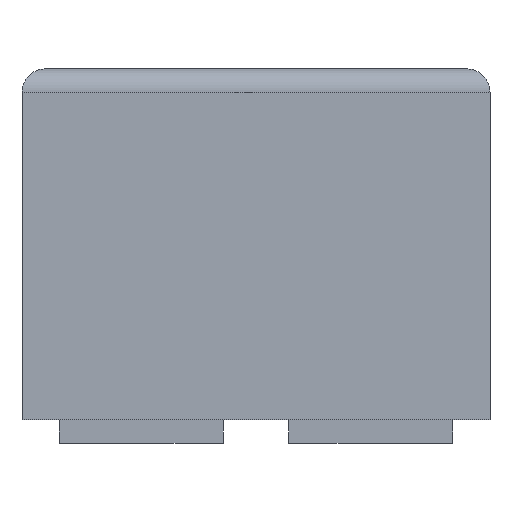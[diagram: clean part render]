
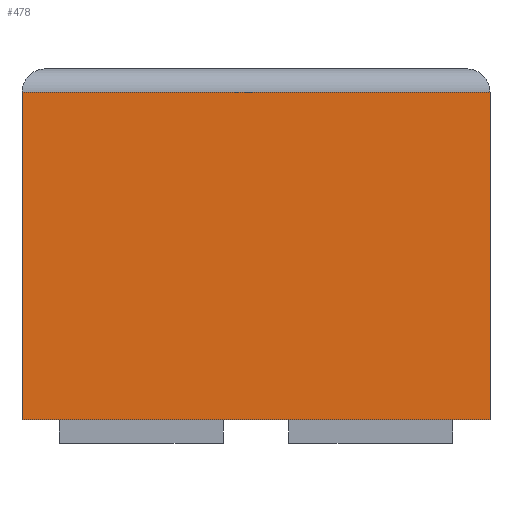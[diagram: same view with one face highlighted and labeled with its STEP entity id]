
A CAD part, front view. The second image highlights one B-rep face of the part: STEP entity #478.
In plain terms, the highlighted planar face has unit normal (0, -1, 0).
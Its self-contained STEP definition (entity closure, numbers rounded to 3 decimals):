
#260=CARTESIAN_POINT('',(0.5,-0.75,0.75));
#261=VERTEX_POINT('',#260);
#292=CARTESIAN_POINT('',(-0.5,-0.75,0.75));
#293=VERTEX_POINT('',#292);
#301=CARTESIAN_POINT('',(-0.5,-0.75,0.75));
#302=DIRECTION('',(1.0,0.0,0.0));
#303=VECTOR('',#302,1.0);
#304=LINE('',#301,#303);
#305=EDGE_CURVE('',#293,#261,#304,.T.);
#347=CARTESIAN_POINT('',(-0.5,-0.75,0.05));
#348=VERTEX_POINT('',#347);
#355=CARTESIAN_POINT('',(-0.5,-0.75,0.05));
#356=DIRECTION('',(0.0,0.0,1.0));
#357=VECTOR('',#356,0.7);
#358=LINE('',#355,#357);
#359=EDGE_CURVE('',#348,#293,#358,.T.);
#444=CARTESIAN_POINT('',(0.5,-0.75,0.05));
#445=VERTEX_POINT('',#444);
#446=CARTESIAN_POINT('',(0.5,-0.75,0.05));
#447=DIRECTION('',(0.0,0.0,1.0));
#448=VECTOR('',#447,0.7);
#449=LINE('',#446,#448);
#450=EDGE_CURVE('',#445,#261,#449,.T.);
#462=CARTESIAN_POINT('',(0.5,-0.75,0.05));
#463=DIRECTION('',(0.0,-1.0,0.0));
#464=DIRECTION('',(0.0,0.0,-1.0));
#465=AXIS2_PLACEMENT_3D('',#462,#463,#464);
#466=PLANE('',#465);
#467=ORIENTED_EDGE('',*,*,#305,.F.);
#468=ORIENTED_EDGE('',*,*,#359,.F.);
#469=CARTESIAN_POINT('',(0.5,-0.75,0.05));
#470=DIRECTION('',(-1.0,0.0,0.0));
#471=VECTOR('',#470,1.0);
#472=LINE('',#469,#471);
#473=EDGE_CURVE('',#445,#348,#472,.T.);
#474=ORIENTED_EDGE('',*,*,#473,.F.);
#475=ORIENTED_EDGE('',*,*,#450,.T.);
#476=EDGE_LOOP('',(#467,#468,#474,#475));
#477=FACE_OUTER_BOUND('',#476,.T.);
#478=ADVANCED_FACE('',(#477),#466,.T.);
